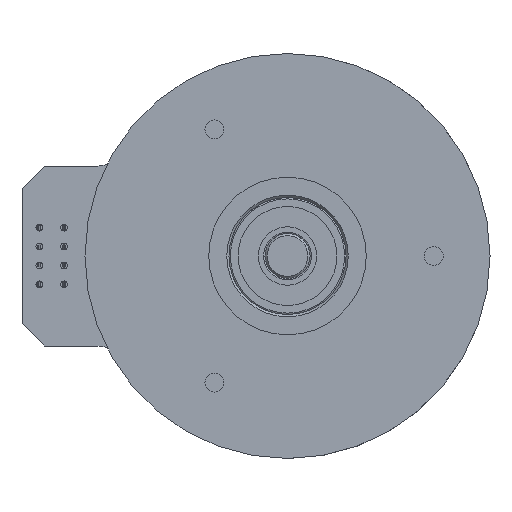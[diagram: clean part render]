
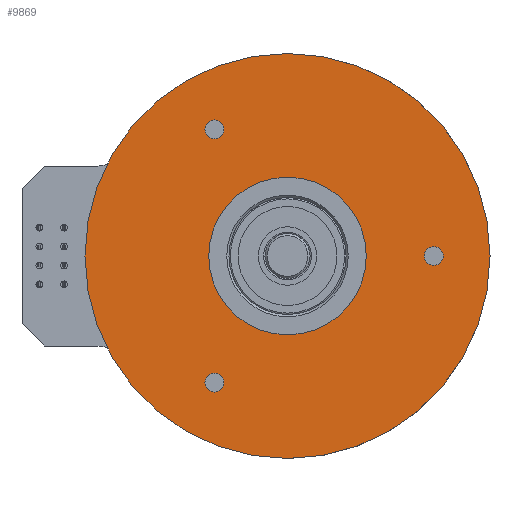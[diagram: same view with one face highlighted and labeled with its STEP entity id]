
A CAD part, front view. The second image highlights one B-rep face of the part: STEP entity #9869.
In plain terms, the highlighted planar face has unit normal (0, -1, 0).
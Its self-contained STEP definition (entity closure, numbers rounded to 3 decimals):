
#172=FACE_BOUND('',#1239,.T.);
#173=FACE_BOUND('',#1240,.T.);
#174=FACE_BOUND('',#1241,.T.);
#175=FACE_BOUND('',#1242,.T.);
#650=FACE_OUTER_BOUND('',#1238,.T.);
#1238=EDGE_LOOP('',(#8258));
#1239=EDGE_LOOP('',(#8259));
#1240=EDGE_LOOP('',(#8260));
#1241=EDGE_LOOP('',(#8261));
#1242=EDGE_LOOP('',(#8262,#8263));
#1422=CIRCLE('',#10523,45.);
#1423=CIRCLE('',#10525,2.1);
#1424=CIRCLE('',#10526,2.1);
#1425=CIRCLE('',#10527,2.1);
#1426=CIRCLE('',#10528,17.5);
#1427=CIRCLE('',#10529,17.5);
#4494=VERTEX_POINT('',#15607);
#4495=VERTEX_POINT('',#15611);
#4496=VERTEX_POINT('',#15613);
#4497=VERTEX_POINT('',#15615);
#4498=VERTEX_POINT('',#15617);
#4499=VERTEX_POINT('',#15618);
#5766=EDGE_CURVE('',#4494,#4494,#1422,.T.);
#5768=EDGE_CURVE('',#4495,#4495,#1423,.T.);
#5769=EDGE_CURVE('',#4496,#4496,#1424,.T.);
#5770=EDGE_CURVE('',#4497,#4497,#1425,.T.);
#5771=EDGE_CURVE('',#4498,#4499,#1426,.T.);
#5772=EDGE_CURVE('',#4499,#4498,#1427,.T.);
#8258=ORIENTED_EDGE('',*,*,#5766,.T.);
#8259=ORIENTED_EDGE('',*,*,#5768,.F.);
#8260=ORIENTED_EDGE('',*,*,#5769,.F.);
#8261=ORIENTED_EDGE('',*,*,#5770,.F.);
#8262=ORIENTED_EDGE('',*,*,#5771,.T.);
#8263=ORIENTED_EDGE('',*,*,#5772,.T.);
#8884=PLANE('',#10524);
#9869=ADVANCED_FACE('',(#650,#172,#173,#174,#175),#8884,.T.);
#10523=AXIS2_PLACEMENT_3D('',#15608,#12884,#12885);
#10524=AXIS2_PLACEMENT_3D('',#15610,#12887,#12888);
#10525=AXIS2_PLACEMENT_3D('',#15612,#12889,#12890);
#10526=AXIS2_PLACEMENT_3D('',#15614,#12891,#12892);
#10527=AXIS2_PLACEMENT_3D('',#15616,#12893,#12894);
#10528=AXIS2_PLACEMENT_3D('',#15619,#12895,#12896);
#10529=AXIS2_PLACEMENT_3D('',#15620,#12897,#12898);
#12884=DIRECTION('center_axis',(0.,-1.,0.));
#12885=DIRECTION('ref_axis',(0.,0.,1.));
#12887=DIRECTION('center_axis',(0.,-1.,0.));
#12888=DIRECTION('ref_axis',(-1.,0.,0.));
#12889=DIRECTION('center_axis',(0.,-1.,0.));
#12890=DIRECTION('ref_axis',(0.,0.,1.));
#12891=DIRECTION('center_axis',(0.,-1.,0.));
#12892=DIRECTION('ref_axis',(-0.866,0.,-0.5));
#12893=DIRECTION('center_axis',(0.,-1.,0.));
#12894=DIRECTION('ref_axis',(0.866,0.,-0.5));
#12895=DIRECTION('center_axis',(0.,1.,0.));
#12896=DIRECTION('ref_axis',(0.,0.,-1.));
#12897=DIRECTION('center_axis',(0.,1.,0.));
#12898=DIRECTION('ref_axis',(0.,0.,-1.));
#15607=CARTESIAN_POINT('',(0.,-13.7,45.));
#15608=CARTESIAN_POINT('Origin',(0.,-13.7,0.));
#15610=CARTESIAN_POINT('Origin',(0.,-13.7,0.));
#15611=CARTESIAN_POINT('',(32.5,-13.7,-2.1));
#15612=CARTESIAN_POINT('Origin',(32.5,-13.7,0.));
#15613=CARTESIAN_POINT('',(-14.431,-13.7,29.196));
#15614=CARTESIAN_POINT('Origin',(-16.25,-13.7,28.146));
#15615=CARTESIAN_POINT('',(-18.069,-13.7,-27.096));
#15616=CARTESIAN_POINT('Origin',(-16.25,-13.7,-28.146));
#15617=CARTESIAN_POINT('',(0.,-13.7,-17.5));
#15618=CARTESIAN_POINT('',(0.,-13.7,17.5));
#15619=CARTESIAN_POINT('Origin',(0.,-13.7,0.));
#15620=CARTESIAN_POINT('Origin',(0.,-13.7,0.));
